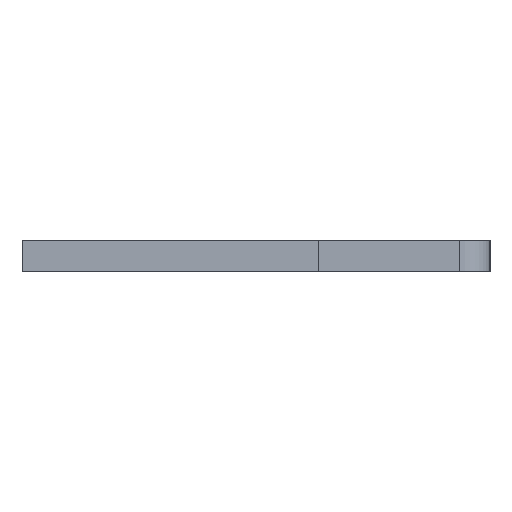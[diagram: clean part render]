
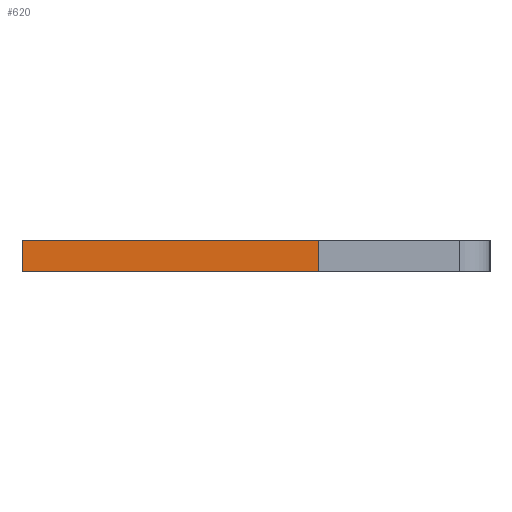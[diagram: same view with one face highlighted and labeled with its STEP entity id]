
A CAD part, left-side view. The second image highlights one B-rep face of the part: STEP entity #620.
In plain terms, the highlighted face is planar.
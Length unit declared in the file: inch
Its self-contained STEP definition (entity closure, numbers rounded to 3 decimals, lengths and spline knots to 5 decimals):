
#72 = EDGE_LOOP ( 'NONE', ( #84, #1731, #239, #356 ) ) ;
#84 = ORIENTED_EDGE ( 'NONE', *, *, #439, .T. ) ;
#85 = CARTESIAN_POINT ( 'NONE',  ( 0.01, -0.04, -0.04 ) ) ;
#117 = DIRECTION ( 'NONE',  ( -1., 0., 0. ) ) ;
#133 = CARTESIAN_POINT ( 'NONE',  ( 0.01, 0.15, -0.04 ) ) ;
#239 = ORIENTED_EDGE ( 'NONE', *, *, #2087, .F. ) ;
#305 = DIRECTION ( 'NONE',  ( -1., 0., 0. ) ) ;
#356 = ORIENTED_EDGE ( 'NONE', *, *, #555, .T. ) ;
#398 = VECTOR ( 'NONE', #305, 39.37008 ) ;
#439 = EDGE_CURVE ( 'NONE', #762, #1062, #1326, .T. ) ;
#474 = CARTESIAN_POINT ( 'NONE',  ( 0.01, -0.04, -0.04 ) ) ;
#555 = EDGE_CURVE ( 'NONE', #2099, #762, #2102, .T. ) ;
#620 = ADVANCED_FACE ( 'NONE', ( #1349 ), #1886, .F. ) ;
#621 = EDGE_CURVE ( 'NONE', #1120, #1062, #1932, .T. ) ;
#652 = DIRECTION ( 'NONE',  ( 1., 0., 0. ) ) ;
#759 = CARTESIAN_POINT ( 'NONE',  ( 0.01, 0.15, -0.04 ) ) ;
#762 = VERTEX_POINT ( 'NONE', #1717 ) ;
#903 = AXIS2_PLACEMENT_3D ( 'NONE', #133, #1527, #652 ) ;
#1051 = DIRECTION ( 'NONE',  ( 0., 1., 0. ) ) ;
#1062 = VERTEX_POINT ( 'NONE', #1379 ) ;
#1120 = VERTEX_POINT ( 'NONE', #1386 ) ;
#1138 = LINE ( 'NONE', #759, #1466 ) ;
#1176 = CARTESIAN_POINT ( 'NONE',  ( -0.01, 0.15, -0.04 ) ) ;
#1326 = LINE ( 'NONE', #1176, #1821 ) ;
#1349 = FACE_OUTER_BOUND ( 'NONE', #72, .T. ) ;
#1379 = CARTESIAN_POINT ( 'NONE',  ( -0.01, 0.15, -0.04 ) ) ;
#1386 = CARTESIAN_POINT ( 'NONE',  ( 0.01, 0.15, -0.04 ) ) ;
#1466 = VECTOR ( 'NONE', #1051, 39.37008 ) ;
#1527 = DIRECTION ( 'NONE',  ( 0., 0., 1. ) ) ;
#1542 = CARTESIAN_POINT ( 'NONE',  ( 0.01, 0.15, -0.04 ) ) ;
#1717 = CARTESIAN_POINT ( 'NONE',  ( -0.01, -0.04, -0.04 ) ) ;
#1731 = ORIENTED_EDGE ( 'NONE', *, *, #621, .F. ) ;
#1763 = VECTOR ( 'NONE', #117, 39.37008 ) ;
#1821 = VECTOR ( 'NONE', #1864, 39.37008 ) ;
#1864 = DIRECTION ( 'NONE',  ( 0., 1., 0. ) ) ;
#1886 = PLANE ( 'NONE',  #903 ) ;
#1932 = LINE ( 'NONE', #1542, #398 ) ;
#2087 = EDGE_CURVE ( 'NONE', #2099, #1120, #1138, .T. ) ;
#2099 = VERTEX_POINT ( 'NONE', #85 ) ;
#2102 = LINE ( 'NONE', #474, #1763 ) ;
